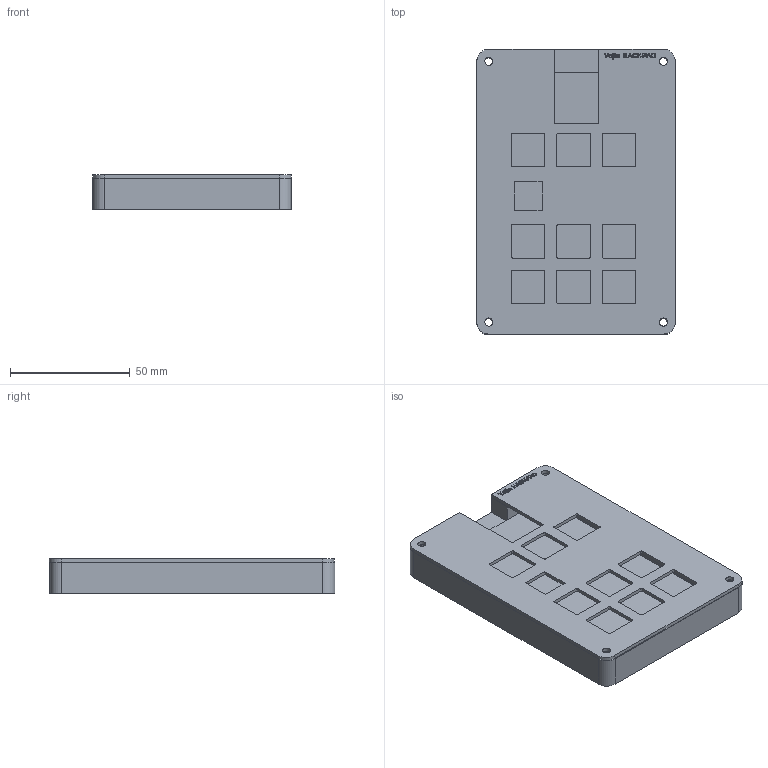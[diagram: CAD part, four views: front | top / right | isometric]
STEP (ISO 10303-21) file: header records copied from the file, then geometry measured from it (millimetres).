
FILE_DESCRIPTION(/* description */ (''),/* implementation_level */ '2;1');
FILE_NAME(/* name */ 'vojta hackpad whole.step',/* time_stamp */ '2026-01-04T22:22:35+01:00',/* author */ (''),/* organization */ (''),/* preprocessor_version */ 'ST-DEVELOPER v20.1',/* originating_system */ 'Autodesk Translation Framework v14.21.0.0',/* authorisation */ '');
FILE_SCHEMA (('AUTOMOTIVE_DESIGN { 1 0 10303 214 3 1 1 }'));
Length unit declared in the file: millimetre
Products named in the file (2): 2026-01-04-20-26-04-409; 2026-01-04-22-05-25-597
Assembly tree (1 placements, depth 2):
  2026-01-04-20-26-04-409
    2026-01-04-22-05-25-597
Bounding box: 83.02 x 119.22 x 14.49 mm (x, y, z)
Volume: 90955.6 mm3; surface area: 57757.4 mm2
Topology: 3 solids, 3 shells, 581 faces, 1599 edges, 1066 vertices
Faces by surface type: plane 301, bspline 224, cylinder 56
Full cylindrical faces by diameter (mm): 3.4 x8, 6 x4
Entity records: 20557 total; most frequent: CARTESIAN_POINT 7057, ORIENTED_EDGE 3198, DIRECTION 1983, EDGE_CURVE 1599, VERTEX_POINT 1066, LINE 1039, VECTOR 1039, EDGE_LOOP 659
